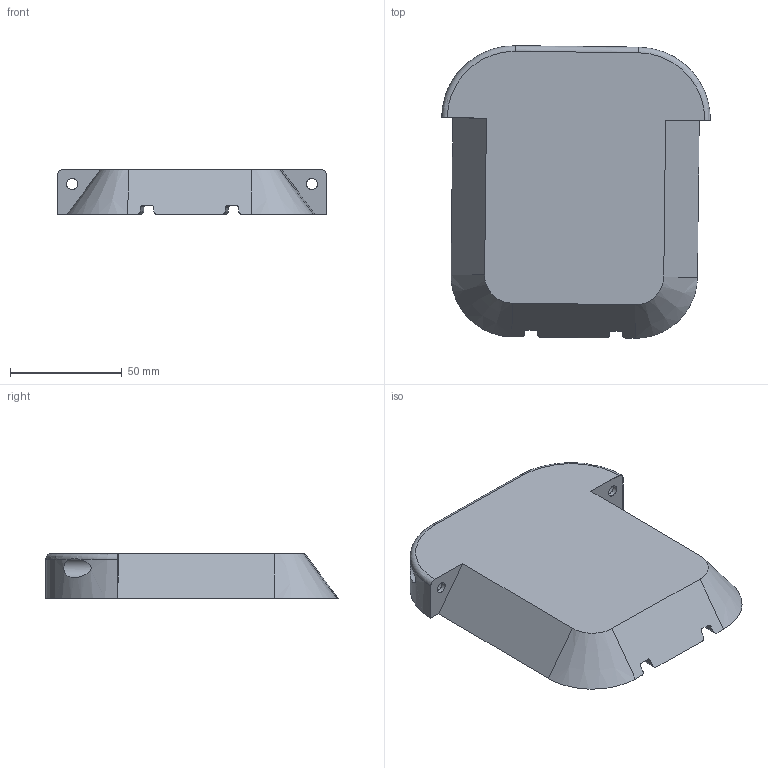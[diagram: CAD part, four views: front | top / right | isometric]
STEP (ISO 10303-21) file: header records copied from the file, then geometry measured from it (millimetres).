
FILE_DESCRIPTION(/* description */ (''),/* implementation_level */ '2;1');
FILE_NAME(/* name */ 'head-plate-swap-acc-plate-v2.step',/* time_stamp */ '2025-08-19T21:09:46-04:00',/* author */ (''),/* organization */ (''),/* preprocessor_version */ 'ST-DEVELOPER v20.1',/* originating_system */ 'Autodesk Translation Framework v14.10.0.0',/* authorisation */ '');
FILE_SCHEMA (('AUTOMOTIVE_DESIGN { 1 0 10303 214 3 1 1 }'));
Length unit declared in the file: millimetre
Products named in the file (1): head-plate_swap-acc-plate
Bounding box: 119.99 x 130.62 x 20.02 mm (x, y, z)
Volume: 228525.4 mm3; surface area: 35894.2 mm2
Topology: 1 solids, 1 shells, 59 faces, 167 edges, 110 vertices
Faces by surface type: plane 31, cylinder 24, torus 2, cone 2
Full cylindrical faces by diameter (mm): 5 x2, 8.5 x2
Entity records: 2057 total; most frequent: CARTESIAN_POINT 440, ORIENTED_EDGE 334, DIRECTION 334, EDGE_CURVE 167, AXIS2_PLACEMENT_3D 117, VERTEX_POINT 110, LINE 100, VECTOR 100
